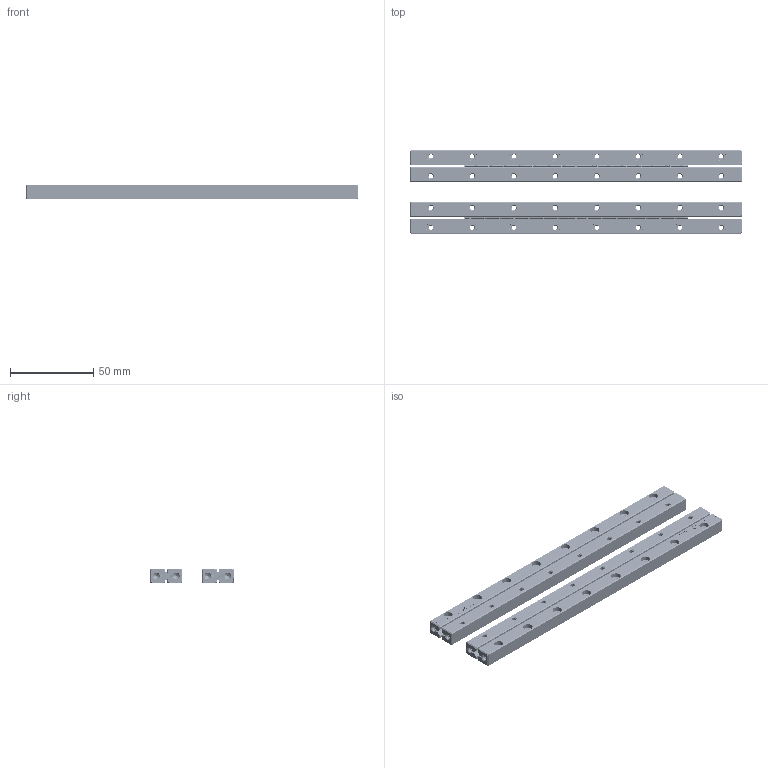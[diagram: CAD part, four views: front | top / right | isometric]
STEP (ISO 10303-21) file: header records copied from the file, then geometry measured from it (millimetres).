
FILE_DESCRIPTION(/* description */ (''),/* implementation_level */ '2;1');
FILE_NAME(/* name */ 'Set RNG-4200x28KRE-ACC_stp.stp',/* time_stamp */ '2025-05-02T16:02:17+02:00',/* author */ (''),/* organization */ (''),/* preprocessor_version */ 'ST-DEVELOPER v16.7',/* originating_system */ 'SIEMENS PLM Software NX 12.0',/* authorisation */ '');
FILE_SCHEMA (('AUTOMOTIVE_DESIGN { 1 0 10303 214 3 1 1 1 }'));
Products named in the file (1): Set RNG-4200x28KRE-ACC_stp
Bounding box: 200 x 50 x 9 mm (x, y, z)
Volume: 58998 mm3; surface area: 47502.2 mm2
Topology: 72 solids, 72 shells, 6604 faces, 18674 edges, 12326 vertices
Faces by surface type: plane 4160, cylinder 1304, torus 448, bspline 360, cone 240, extrusion 92
Full cylindrical faces by diameter (mm): 0.5 x240, 1.5 x8, 2 x56, 2.26 x8, 2.65 x32, 3.2 x8, 4 x56, 5.5 x32
Entity records: 225006 total; most frequent: CARTESIAN_POINT 48673, ORIENTED_EDGE 35528, DIRECTION 32726, EDGE_CURVE 17764, VECTOR 12684, LINE 12592, VERTEX_POINT 12100, AXIS2_PLACEMENT_3D 10021
